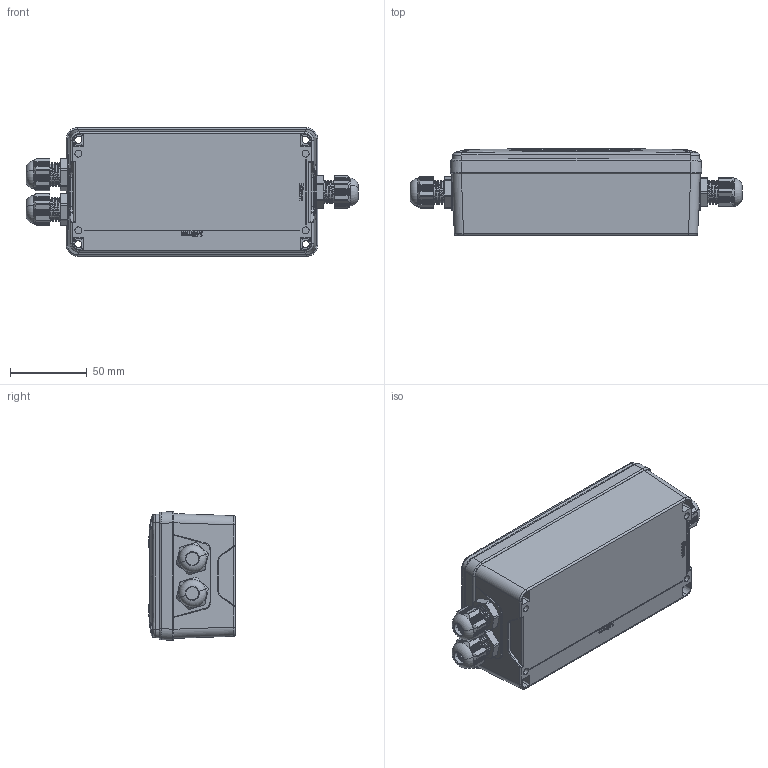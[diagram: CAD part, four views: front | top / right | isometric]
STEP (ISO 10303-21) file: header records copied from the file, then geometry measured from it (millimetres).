
FILE_DESCRIPTION (( 'STEP AP214' ), '1' );
FILE_NAME ('SGA.STEP', '2019-02-05T19:50:11', ( '' ), ( '' ), 'SwSTEP 2.0', 'SolidWorks 2015', '' );
FILE_SCHEMA (( 'AUTOMOTIVE_DESIGN' ));
Length unit declared in the file: millimetre
Products named in the file (1): SGA
Bounding box: 216.2 x 56.49 x 83.68 mm (x, y, z)
Volume: 711986.1 mm3; surface area: 72373.2 mm2
Topology: 4 solids, 7 shells, 2643 faces, 7411 edges, 4870 vertices
Faces by surface type: plane 1352, bspline 565, cylinder 538, cone 137, torus 51
Entity records: 144177 total; most frequent: CARTESIAN_POINT 52077, ORIENTED_EDGE 14822, DIRECTION 10593, EDGE_CURVE 7411, VERTEX_POINT 4870, LINE 4259, VECTOR 4259, AXIS2_PLACEMENT_3D 3167
